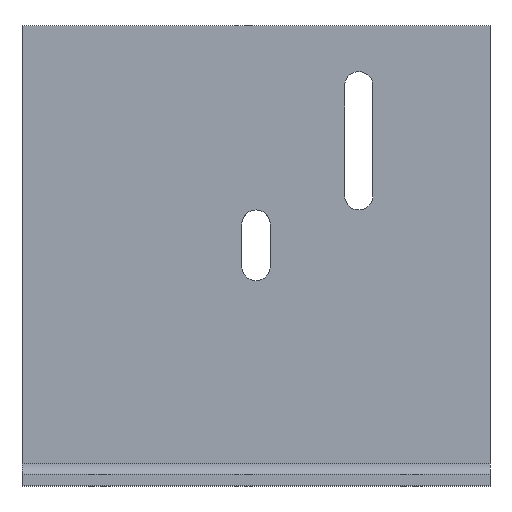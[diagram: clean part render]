
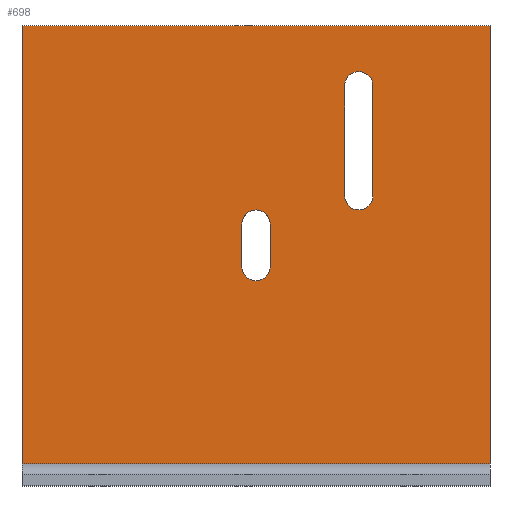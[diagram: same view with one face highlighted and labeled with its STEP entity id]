
A CAD part, top view. The second image highlights one B-rep face of the part: STEP entity #698.
In plain terms, the highlighted planar face has unit normal (0, 0, 1).
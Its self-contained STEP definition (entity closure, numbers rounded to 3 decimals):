
#14=FACE_BOUND('',#98,.T.);
#15=FACE_BOUND('',#99,.T.);
#16=FACE_BOUND('',#100,.T.);
#33=PLANE('',#749);
#98=EDGE_LOOP('',(#514,#515,#516,#517));
#99=EDGE_LOOP('',(#518,#519,#520,#521));
#100=EDGE_LOOP('',(#522,#523,#524,#525));
#142=LINE('',#1016,#214);
#145=LINE('',#1025,#217);
#150=LINE('',#1040,#222);
#153=LINE('',#1049,#225);
#157=LINE('',#1063,#229);
#160=LINE('',#1069,#232);
#161=LINE('',#1071,#233);
#162=LINE('',#1072,#234);
#214=VECTOR('',#809,6.);
#217=VECTOR('',#820,6.);
#222=VECTOR('',#833,15.5);
#225=VECTOR('',#844,15.5);
#229=VECTOR('',#856,61.825);
#232=VECTOR('',#861,66.);
#233=VECTOR('',#862,61.825);
#234=VECTOR('',#863,66.);
#283=CIRCLE('',#731,2.);
#285=CIRCLE('',#735,2.);
#287=CIRCLE('',#739,2.);
#289=CIRCLE('',#743,2.);
#312=VERTEX_POINT('',#1006);
#313=VERTEX_POINT('',#1008);
#315=VERTEX_POINT('',#1014);
#317=VERTEX_POINT('',#1020);
#320=VERTEX_POINT('',#1030);
#321=VERTEX_POINT('',#1032);
#323=VERTEX_POINT('',#1038);
#325=VERTEX_POINT('',#1044);
#330=VERTEX_POINT('',#1060);
#331=VERTEX_POINT('',#1062);
#333=VERTEX_POINT('',#1068);
#334=VERTEX_POINT('',#1070);
#376=EDGE_CURVE('',#313,#312,#283,.T.);
#380=EDGE_CURVE('',#312,#315,#142,.T.);
#383=EDGE_CURVE('',#315,#317,#285,.T.);
#385=EDGE_CURVE('',#317,#313,#145,.T.);
#388=EDGE_CURVE('',#321,#320,#287,.T.);
#392=EDGE_CURVE('',#320,#323,#150,.T.);
#395=EDGE_CURVE('',#323,#325,#289,.T.);
#397=EDGE_CURVE('',#325,#321,#153,.T.);
#403=EDGE_CURVE('',#331,#330,#157,.T.);
#406=EDGE_CURVE('',#330,#333,#160,.T.);
#407=EDGE_CURVE('',#334,#333,#161,.T.);
#408=EDGE_CURVE('',#334,#331,#162,.T.);
#514=ORIENTED_EDGE('',*,*,#376,.T.);
#515=ORIENTED_EDGE('',*,*,#380,.T.);
#516=ORIENTED_EDGE('',*,*,#383,.T.);
#517=ORIENTED_EDGE('',*,*,#385,.T.);
#518=ORIENTED_EDGE('',*,*,#388,.T.);
#519=ORIENTED_EDGE('',*,*,#392,.T.);
#520=ORIENTED_EDGE('',*,*,#395,.T.);
#521=ORIENTED_EDGE('',*,*,#397,.T.);
#522=ORIENTED_EDGE('',*,*,#406,.T.);
#523=ORIENTED_EDGE('',*,*,#407,.F.);
#524=ORIENTED_EDGE('',*,*,#408,.T.);
#525=ORIENTED_EDGE('',*,*,#403,.T.);
#698=ADVANCED_FACE('',(#14,#15,#16),#33,.T.);
#731=AXIS2_PLACEMENT_3D('',#1009,#802,#803);
#735=AXIS2_PLACEMENT_3D('',#1022,#815,#816);
#739=AXIS2_PLACEMENT_3D('',#1033,#826,#827);
#743=AXIS2_PLACEMENT_3D('',#1046,#839,#840);
#749=AXIS2_PLACEMENT_3D('',#1067,#859,#860);
#802=DIRECTION('center_axis',(0.,0.,
-1.));
#803=DIRECTION('ref_axis',(-1.,0.,0.));
#809=DIRECTION('',(0.,-1.,0.));
#815=DIRECTION('center_axis',(0.,0.,
-1.));
#816=DIRECTION('ref_axis',(1.,0.,0.));
#820=DIRECTION('',(0.,1.,0.));
#826=DIRECTION('center_axis',(0.,0.,
-1.));
#827=DIRECTION('ref_axis',(-1.,0.,0.));
#833=DIRECTION('',(0.,-1.,0.));
#839=DIRECTION('center_axis',(0.,0.,
-1.));
#840=DIRECTION('ref_axis',(1.,0.,0.));
#844=DIRECTION('',(0.,1.,0.));
#856=DIRECTION('',(0.,-1.,0.));
#859=DIRECTION('center_axis',(0.,0.,
1.));
#860=DIRECTION('ref_axis',(0.,-1.,0.));
#861=DIRECTION('',(1.,0.,0.));
#862=DIRECTION('',(0.,-1.,0.));
#863=DIRECTION('',(-1.,0.,0.));
#1006=CARTESIAN_POINT('',(2.,37.,-27.5));
#1008=CARTESIAN_POINT('',(-2.,37.,-27.5));
#1009=CARTESIAN_POINT('Origin',(0.,37.,-27.5));
#1014=CARTESIAN_POINT('',(2.,31.,-27.5));
#1016=CARTESIAN_POINT('',(2.,31.646,-27.5));
#1020=CARTESIAN_POINT('',(-2.,31.,-27.5));
#1022=CARTESIAN_POINT('Origin',(0.,31.,-27.5));
#1025=CARTESIAN_POINT('',(-2.,34.646,-27.5));
#1030=CARTESIAN_POINT('',(16.5,56.5,-27.5));
#1032=CARTESIAN_POINT('',(12.5,56.5,-27.5));
#1033=CARTESIAN_POINT('Origin',(14.5,56.5,-27.5));
#1038=CARTESIAN_POINT('',(16.5,41.,-27.5));
#1040=CARTESIAN_POINT('',(16.5,36.646,-27.5));
#1044=CARTESIAN_POINT('',(12.5,41.,-27.5));
#1046=CARTESIAN_POINT('Origin',(14.5,41.,-27.5));
#1049=CARTESIAN_POINT('',(12.5,44.396,-27.5));
#1060=CARTESIAN_POINT('',(-33.,3.175,-27.5));
#1062=CARTESIAN_POINT('',(-33.,65.,-27.5));
#1063=CARTESIAN_POINT('',(-33.,-4.007,-27.5));
#1067=CARTESIAN_POINT('Origin',(0.,32.292,
-27.5));
#1068=CARTESIAN_POINT('',(33.,3.175,-27.5));
#1069=CARTESIAN_POINT('',(0.,3.175,-27.5));
#1070=CARTESIAN_POINT('',(33.,65.,-27.5));
#1071=CARTESIAN_POINT('',(33.,-4.007,-27.5));
#1072=CARTESIAN_POINT('',(33.,65.,-27.5));
